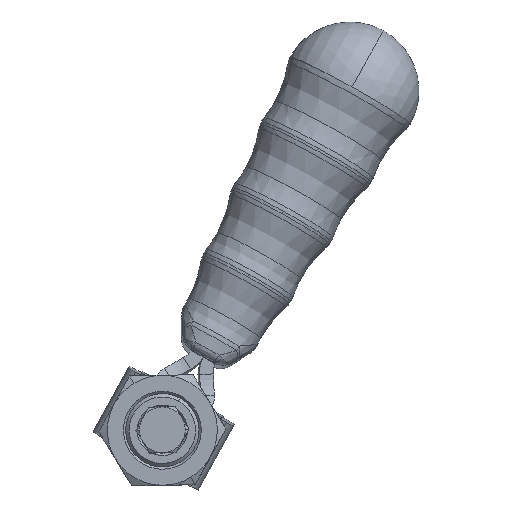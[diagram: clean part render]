
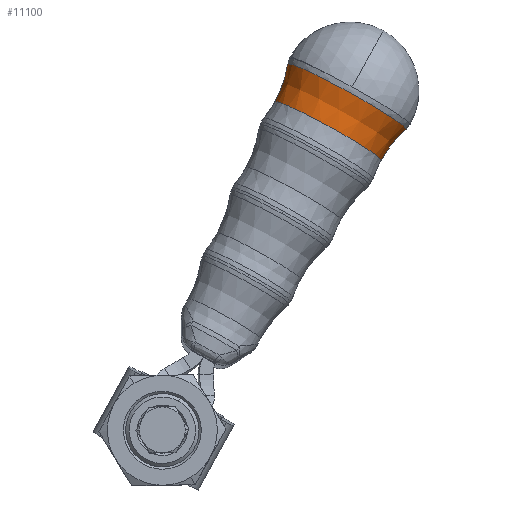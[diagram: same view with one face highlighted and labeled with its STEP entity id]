
A CAD part, top view. The second image highlights one B-rep face of the part: STEP entity #11100.
In plain terms, the highlighted free-form (B-spline) face has degree [2, 2] with [3, 5] control points.
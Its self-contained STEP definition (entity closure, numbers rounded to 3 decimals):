
#10946=CARTESIAN_POINT('',(-6.883,55.69,-103.939));
#10947=VERTEX_POINT('',#10946);
#10955=CARTESIAN_POINT('',(-32.726,69.946,-103.939));
#10956=VERTEX_POINT('',#10955);
#10999=CARTESIAN_POINT('',(-19.805,62.818,-103.939));
#11000=DIRECTION('',(-0.482,-0.873,0.073));
#11001=DIRECTION('',(0.876,-0.483,0.));
#11002=AXIS2_PLACEMENT_3D('',#10999,#11000,#11001);
#11003=CIRCLE('',#11002,14.757);
#11004=EDGE_CURVE('',#10947,#10956,#11003,.T.);
#11036=CARTESIAN_POINT('',(-35.526,61.742,-103.318));
#11037=VERTEX_POINT('',#11036);
#11038=CARTESIAN_POINT('',(-12.33,48.945,-103.318));
#11039=VERTEX_POINT('',#11038);
#11047=CARTESIAN_POINT('',(-57.416,73.818,-103.318));
#11048=DIRECTION('',(0.035,0.064,0.997));
#11049=DIRECTION('',(0.876,-0.483,0.));
#11050=AXIS2_PLACEMENT_3D('',#11047,#11048,#11049);
#11051=CIRCLE('',#11050,25.);
#11052=EDGE_CURVE('',#11037,#10956,#11051,.T.);
#11055=CARTESIAN_POINT('',(9.56,36.869,-103.318));
#11056=DIRECTION('',(-0.035,-0.064,-0.997));
#11057=DIRECTION('',(-0.876,0.483,0.));
#11058=AXIS2_PLACEMENT_3D('',#11055,#11056,#11057);
#11059=CIRCLE('',#11058,25.);
#11060=EDGE_CURVE('',#11039,#10947,#11059,.T.);
#11065=CARTESIAN_POINT('',(-35.526,61.742,-103.318));
#11066=CARTESIAN_POINT('',(-33.4,65.596,-103.638));
#11067=CARTESIAN_POINT('',(-32.726,69.946,-103.939));
#11068=CARTESIAN_POINT('',(-35.062,62.584,-90.107));
#11069=CARTESIAN_POINT('',(-32.936,66.438,-90.427));
#11070=CARTESIAN_POINT('',(-32.208,70.885,-89.221));
#11071=CARTESIAN_POINT('',(-23.463,56.186,-90.107));
#11072=CARTESIAN_POINT('',(-21.337,60.04,-90.427));
#11073=CARTESIAN_POINT('',(-19.287,63.756,-89.221));
#11074=CARTESIAN_POINT('',(-11.865,49.787,-90.107));
#11075=CARTESIAN_POINT('',(-9.739,53.641,-90.427));
#11076=CARTESIAN_POINT('',(-6.366,56.628,-89.221));
#11077=CARTESIAN_POINT('',(-12.33,48.945,-103.318));
#11078=CARTESIAN_POINT('',(-10.204,52.799,-103.638));
#11079=CARTESIAN_POINT('',(-6.883,55.69,-103.939));
#11087=(BOUNDED_SURFACE()B_SPLINE_SURFACE(2,2,((#11065,#11068,#11071,#11074,#11077),(#11066,#11069,#11072,#11075,#11078),(#11067,#11070,#11073,#11076,#11079)),.UNSPECIFIED.,.F.,.F.,.U.)B_SPLINE_SURFACE_WITH_KNOTS((3,3),(3,2,3),(0.5,0.558),(0.5,0.75,1.0),.UNSPECIFIED.)GEOMETRIC_REPRESENTATION_ITEM()RATIONAL_B_SPLINE_SURFACE(((1.0,0.707,1.0,0.707,1.0),(0.932,0.659,0.932,0.659,0.932),(0.895,0.633,0.895,0.633,0.895)))REPRESENTATION_ITEM('')SURFACE());
#11088=CARTESIAN_POINT('',(-23.928,55.344,-103.318));
#11089=DIRECTION('',(-0.482,-0.873,0.073));
#11090=DIRECTION('',(0.876,-0.483,0.));
#11091=AXIS2_PLACEMENT_3D('',#11088,#11089,#11090);
#11092=CIRCLE('',#11091,13.246);
#11093=EDGE_CURVE('',#11039,#11037,#11092,.T.);
#11094=ORIENTED_EDGE('',*,*,#11093,.F.);
#11095=ORIENTED_EDGE('',*,*,#11060,.T.);
#11096=ORIENTED_EDGE('',*,*,#11004,.T.);
#11097=ORIENTED_EDGE('',*,*,#11052,.F.);
#11098=EDGE_LOOP('',(#11094,#11095,#11096,#11097));
#11099=FACE_OUTER_BOUND('',#11098,.T.);
#11100=ADVANCED_FACE('',(#11099),#11087,.F.);
